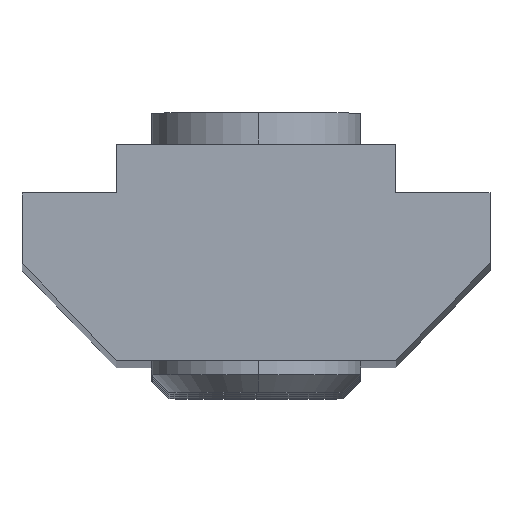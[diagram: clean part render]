
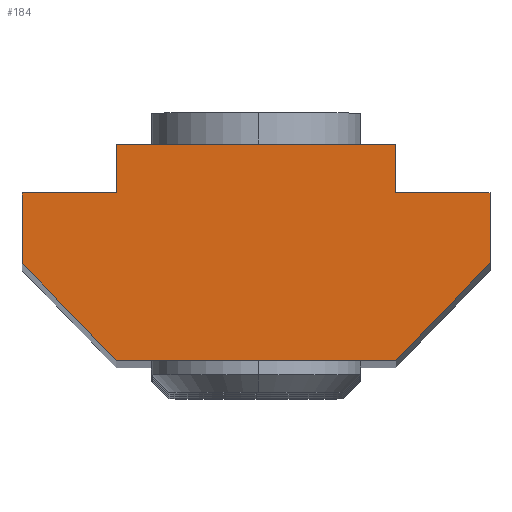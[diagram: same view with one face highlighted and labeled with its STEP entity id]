
A CAD part, top view. The second image highlights one B-rep face of the part: STEP entity #184.
In plain terms, the highlighted planar face has unit normal (0, 0, 1).
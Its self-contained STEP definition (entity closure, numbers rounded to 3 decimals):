
#8 = CARTESIAN_POINT ( 'NONE',  ( -4., -3.6, 60. ) ) ;
#36 = VECTOR ( 'NONE', #1276, 1000. ) ;
#77 = EDGE_CURVE ( 'NONE', #995, #1245, #1596, .T. ) ;
#101 = EDGE_CURVE ( 'NONE', #1296, #856, #911, .T. ) ;
#114 = CARTESIAN_POINT ( 'NONE',  ( 6.7, -0.8, 60. ) ) ;
#184 = ADVANCED_FACE ( 'NONE', ( #502 ), #942, .T. ) ;
#245 = DIRECTION ( 'NONE',  ( 1., 0., 0. ) ) ;
#260 = VECTOR ( 'NONE', #1133, 1000. ) ;
#264 = CARTESIAN_POINT ( 'NONE',  ( -4., 2.6, 60. ) ) ;
#288 = ORIENTED_EDGE ( 'NONE', *, *, #741, .T. ) ;
#301 = CARTESIAN_POINT ( 'NONE',  ( -6.7, -0.8, 60. ) ) ;
#307 = EDGE_CURVE ( 'NONE', #1251, #610, #392, .T. ) ;
#314 = LINE ( 'NONE', #1511, #612 ) ;
#320 = CARTESIAN_POINT ( 'NONE',  ( 4., 1.2, 60. ) ) ;
#324 = DIRECTION ( 'NONE',  ( 0., -1., 0. ) ) ;
#327 = ORIENTED_EDGE ( 'NONE', *, *, #622, .T. ) ;
#357 = LINE ( 'NONE', #1459, #1292 ) ;
#361 = LINE ( 'NONE', #1484, #36 ) ;
#392 = LINE ( 'NONE', #414, #1076 ) ;
#412 = VECTOR ( 'NONE', #1537, 1000. ) ;
#414 = CARTESIAN_POINT ( 'NONE',  ( -6.7, 1.2, 60. ) ) ;
#502 = FACE_OUTER_BOUND ( 'NONE', #1150, .T. ) ;
#509 = CARTESIAN_POINT ( 'NONE',  ( -6.7, 1.2, 60. ) ) ;
#532 = EDGE_CURVE ( 'NONE', #1245, #1251, #1095, .T. ) ;
#533 = VECTOR ( 'NONE', #1371, 1000. ) ;
#552 = DIRECTION ( 'NONE',  ( -1., 0., 0. ) ) ;
#572 = ORIENTED_EDGE ( 'NONE', *, *, #889, .T. ) ;
#601 = DIRECTION ( 'NONE',  ( 1., 0., 0. ) ) ;
#610 = VERTEX_POINT ( 'NONE', #509 ) ;
#612 = VECTOR ( 'NONE', #324, 1000. ) ;
#622 = EDGE_CURVE ( 'NONE', #1109, #1016, #933, .T. ) ;
#643 = ORIENTED_EDGE ( 'NONE', *, *, #101, .T. ) ;
#663 = VERTEX_POINT ( 'NONE', #1509 ) ;
#676 = ORIENTED_EDGE ( 'NONE', *, *, #1385, .T. ) ;
#685 = CARTESIAN_POINT ( 'NONE',  ( 0., 0., 60. ) ) ;
#712 = ORIENTED_EDGE ( 'NONE', *, *, #307, .T. ) ;
#741 = EDGE_CURVE ( 'NONE', #856, #995, #357, .T. ) ;
#783 = EDGE_CURVE ( 'NONE', #610, #1109, #314, .T. ) ;
#847 = CARTESIAN_POINT ( 'NONE',  ( 4., 1.2, 60. ) ) ;
#856 = VERTEX_POINT ( 'NONE', #847 ) ;
#878 = EDGE_CURVE ( 'NONE', #663, #927, #1217, .T. ) ;
#883 = ORIENTED_EDGE ( 'NONE', *, *, #878, .T. ) ;
#889 = EDGE_CURVE ( 'NONE', #1016, #663, #1515, .T. ) ;
#893 = ORIENTED_EDGE ( 'NONE', *, *, #532, .T. ) ;
#911 = LINE ( 'NONE', #320, #1557 ) ;
#927 = VERTEX_POINT ( 'NONE', #114 ) ;
#933 = LINE ( 'NONE', #301, #260 ) ;
#942 = PLANE ( 'NONE',  #1081 ) ;
#995 = VERTEX_POINT ( 'NONE', #1532 ) ;
#1016 = VERTEX_POINT ( 'NONE', #8 ) ;
#1051 = CARTESIAN_POINT ( 'NONE',  ( -6.7, -0.8, 60. ) ) ;
#1076 = VECTOR ( 'NONE', #1184, 1000. ) ;
#1081 = AXIS2_PLACEMENT_3D ( 'NONE', #685, #1368, #245 ) ;
#1095 = LINE ( 'NONE', #264, #412 ) ;
#1109 = VERTEX_POINT ( 'NONE', #1051 ) ;
#1133 = DIRECTION ( 'NONE',  ( 0.694, -0.72, 0. ) ) ;
#1135 = VECTOR ( 'NONE', #601, 1000. ) ;
#1150 = EDGE_LOOP ( 'NONE', ( #893, #712, #1510, #327, #572, #883, #676, #643, #288, #1239 ) ) ;
#1184 = DIRECTION ( 'NONE',  ( -1., 0., 0. ) ) ;
#1193 = CARTESIAN_POINT ( 'NONE',  ( -4., 2.6, 60. ) ) ;
#1213 = DIRECTION ( 'NONE',  ( 0., 1., 0. ) ) ;
#1217 = LINE ( 'NONE', #1238, #533 ) ;
#1238 = CARTESIAN_POINT ( 'NONE',  ( 6.7, -0.8, 60. ) ) ;
#1239 = ORIENTED_EDGE ( 'NONE', *, *, #77, .T. ) ;
#1245 = VERTEX_POINT ( 'NONE', #1401 ) ;
#1251 = VERTEX_POINT ( 'NONE', #1492 ) ;
#1276 = DIRECTION ( 'NONE',  ( 0., 1., 0. ) ) ;
#1292 = VECTOR ( 'NONE', #1213, 1000. ) ;
#1296 = VERTEX_POINT ( 'NONE', #1426 ) ;
#1297 = VECTOR ( 'NONE', #552, 1000. ) ;
#1368 = DIRECTION ( 'NONE',  ( 0., 0., 1. ) ) ;
#1371 = DIRECTION ( 'NONE',  ( 0.694, 0.72, 0. ) ) ;
#1385 = EDGE_CURVE ( 'NONE', #927, #1296, #361, .T. ) ;
#1401 = CARTESIAN_POINT ( 'NONE',  ( -4., 2.6, 60. ) ) ;
#1426 = CARTESIAN_POINT ( 'NONE',  ( 6.7, 1.2, 60. ) ) ;
#1459 = CARTESIAN_POINT ( 'NONE',  ( 4., 2.6, 60. ) ) ;
#1484 = CARTESIAN_POINT ( 'NONE',  ( 6.7, 1.2, 60. ) ) ;
#1492 = CARTESIAN_POINT ( 'NONE',  ( -4., 1.2, 60. ) ) ;
#1509 = CARTESIAN_POINT ( 'NONE',  ( 4., -3.6, 60. ) ) ;
#1510 = ORIENTED_EDGE ( 'NONE', *, *, #783, .T. ) ;
#1511 = CARTESIAN_POINT ( 'NONE',  ( -6.7, 1.2, 60. ) ) ;
#1515 = LINE ( 'NONE', #1617, #1135 ) ;
#1532 = CARTESIAN_POINT ( 'NONE',  ( 4., 2.6, 60. ) ) ;
#1537 = DIRECTION ( 'NONE',  ( 0., -1., 0. ) ) ;
#1557 = VECTOR ( 'NONE', #1623, 1000. ) ;
#1596 = LINE ( 'NONE', #1193, #1297 ) ;
#1617 = CARTESIAN_POINT ( 'NONE',  ( 4., -3.6, 60. ) ) ;
#1623 = DIRECTION ( 'NONE',  ( -1., 0., 0. ) ) ;
